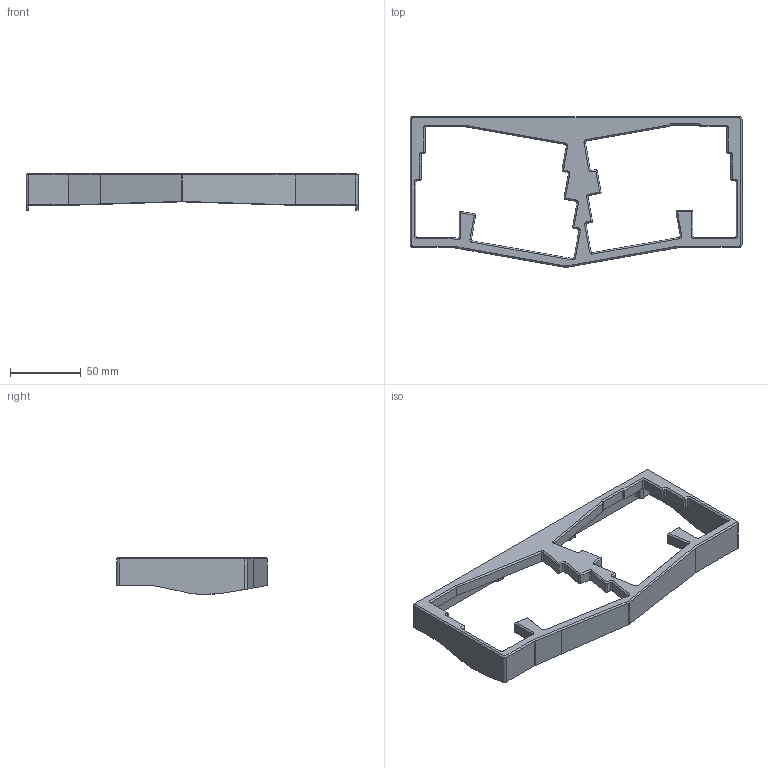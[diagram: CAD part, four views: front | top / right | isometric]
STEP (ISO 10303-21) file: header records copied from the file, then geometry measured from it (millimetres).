
FILE_DESCRIPTION(/* description */ (''),/* implementation_level */ '2;1');
FILE_NAME(/* name */ 'top.step',/* time_stamp */ '2022-02-03T12:19:56-08:00',/* author */ (''),/* organization */ (''),/* preprocessor_version */ 'ST-DEVELOPER v18.1',/* originating_system */ 'Autodesk Translation Framework v10.13.0.1454',/* authorisation */ '');
FILE_SCHEMA (('AUTOMOTIVE_DESIGN { 1 0 10303 214 3 1 1 }'));
Length unit declared in the file: millimetre
Products named in the file (1): v2 assembly
Bounding box: 233.84 x 106.26 x 26.05 mm (x, y, z)
Volume: 76363.6 mm3; surface area: 42339.6 mm2
Topology: 1 solids, 1 shells, 297 faces, 761 edges, 455 vertices
Faces by surface type: plane 156, cylinder 88, cone 50, bspline 3
Full cylindrical faces by diameter (mm): 1.8 x8
Entity records: 9206 total; most frequent: CARTESIAN_POINT 1975, DIRECTION 1526, ORIENTED_EDGE 1488, EDGE_CURVE 744, LINE 526, VECTOR 526, AXIS2_PLACEMENT_3D 500, VERTEX_POINT 455
